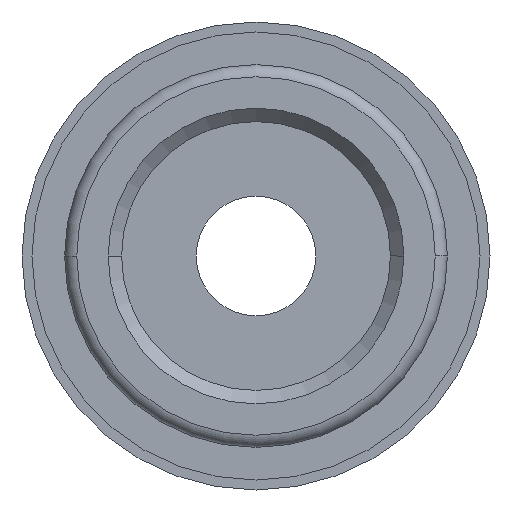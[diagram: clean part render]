
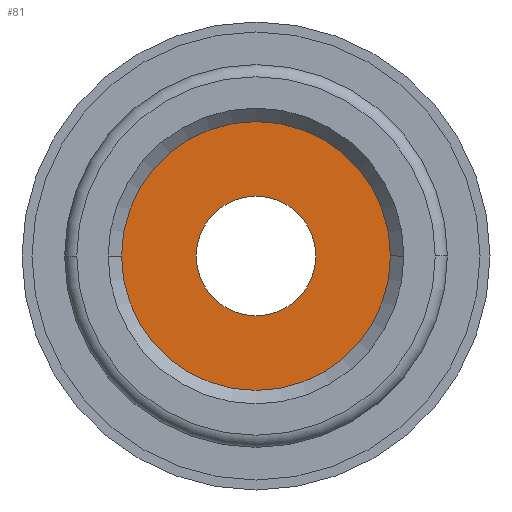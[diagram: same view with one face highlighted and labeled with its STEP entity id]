
A CAD part, front view. The second image highlights one B-rep face of the part: STEP entity #81.
In plain terms, the highlighted planar face has unit normal (0, -1, 0).
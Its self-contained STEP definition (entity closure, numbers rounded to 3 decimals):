
#81=ADVANCED_FACE('',(#199,#200),#201,.F.);
#199=FACE_BOUND('',#356,.T.);
#200=FACE_OUTER_BOUND('',#357,.T.);
#201=PLANE('',#358);
#356=EDGE_LOOP('',(#531,#532));
#357=EDGE_LOOP('',(#533,#534));
#358=AXIS2_PLACEMENT_3D('',#535,#536,#537);
#531=ORIENTED_EDGE('',*,*,#901,.T.);
#532=ORIENTED_EDGE('',*,*,#902,.T.);
#533=ORIENTED_EDGE('',*,*,#903,.F.);
#534=ORIENTED_EDGE('',*,*,#904,.F.);
#535=CARTESIAN_POINT('',(-4.875,15.0,0.));
#536=DIRECTION('',(0.0,1.0,0.0));
#537=DIRECTION('',(-1.0,0.0,0.));
#901=EDGE_CURVE('',#1066,#1067,#1068,.T.);
#902=EDGE_CURVE('',#1067,#1066,#1069,.T.);
#903=EDGE_CURVE('',#1070,#1071,#1072,.T.);
#904=EDGE_CURVE('',#1071,#1070,#1073,.T.);
#1066=VERTEX_POINT('',#1279);
#1067=VERTEX_POINT('',#1280);
#1068=CIRCLE('',#1281,3.0);
#1069=CIRCLE('',#1282,3.0);
#1070=VERTEX_POINT('',#1283);
#1071=VERTEX_POINT('',#1284);
#1072=CIRCLE('',#1285,6.75);
#1073=CIRCLE('',#1286,6.75);
#1279=CARTESIAN_POINT('',(-3.0,15.0,0.));
#1280=CARTESIAN_POINT('',(3.0,15.0,0.));
#1281=AXIS2_PLACEMENT_3D('',#1515,#1516,#1517);
#1282=AXIS2_PLACEMENT_3D('',#1518,#1519,#1520);
#1283=CARTESIAN_POINT('',(-6.75,15.0,0.));
#1284=CARTESIAN_POINT('',(6.75,15.0,0.));
#1285=AXIS2_PLACEMENT_3D('',#1521,#1522,#1523);
#1286=AXIS2_PLACEMENT_3D('',#1524,#1525,#1526);
#1515=CARTESIAN_POINT('',(0.0,15.0,0.0));
#1516=DIRECTION('',(0.0,1.0,0.0));
#1517=DIRECTION('',(-1.0,0.0,0.));
#1518=CARTESIAN_POINT('',(0.0,15.0,0.0));
#1519=DIRECTION('',(0.0,1.0,0.0));
#1520=DIRECTION('',(-1.0,0.0,0.));
#1521=CARTESIAN_POINT('',(0.0,15.0,0.0));
#1522=DIRECTION('',(0.0,1.0,0.0));
#1523=DIRECTION('',(-1.0,0.0,0.));
#1524=CARTESIAN_POINT('',(0.0,15.0,0.0));
#1525=DIRECTION('',(0.0,1.0,0.0));
#1526=DIRECTION('',(-1.0,0.0,0.));
